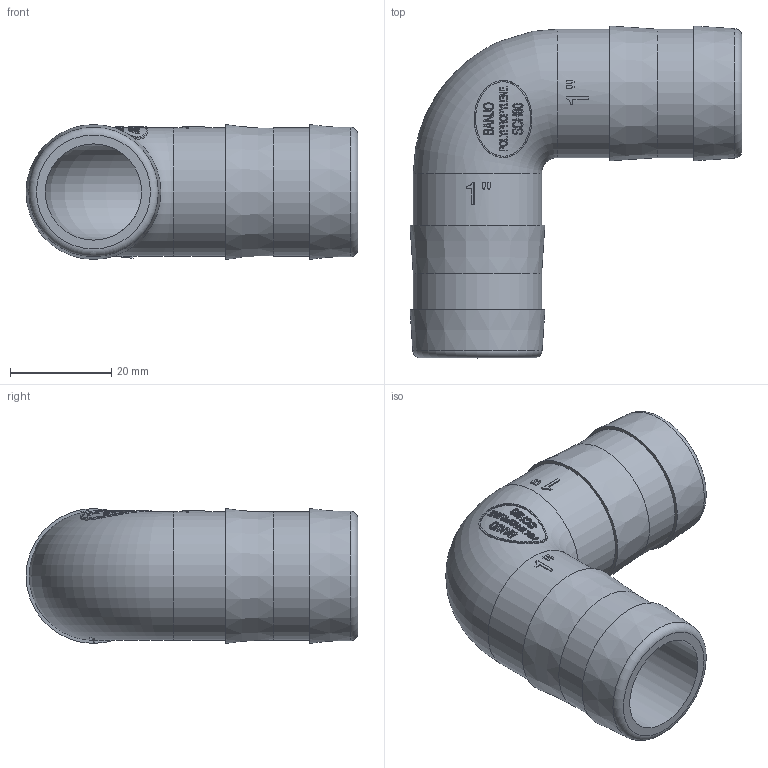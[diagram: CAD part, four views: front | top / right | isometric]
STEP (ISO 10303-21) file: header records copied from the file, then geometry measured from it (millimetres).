
FILE_DESCRIPTION(/* description */ ('1" X 1" HOSE BARB ELBOW'),/* implementation_level */ '2;1');
FILE_NAME(/* name */ 'HBEL100-90.stp',/* time_stamp */ '2020-06-12T13:22:05-04:00',/* author */ ('DLC'),/* organization */ (''),/* preprocessor_version */ 'ST-DEVELOPER v17.2',/* originating_system */ 'Autodesk Inventor 2019',/* authorisation */ '');
FILE_SCHEMA (('AUTOMOTIVE_DESIGN { 1 0 10303 214 3 1 1 }'));
Length unit declared in the file: inch
Products named in the file (2): HBEL100-90; HBEL100-90U
Assembly tree (1 placements, depth 2):
  HBEL100-90
    HBEL100-90U
Bounding box: 65.66 x 65.66 x 26.67 mm (x, y, z)
Volume: 22913.3 mm3; surface area: 14404.3 mm2
Topology: 1 solids, 1 shells, 402 faces, 1074 edges, 723 vertices
Faces by surface type: plane 192, bspline 151, torus 43, cylinder 12, cone 4
Full cylindrical faces by diameter (mm): 19.05 x2, 25.4 x4
Entity records: 17684 total; most frequent: CARTESIAN_POINT 9225, ORIENTED_EDGE 2148, EDGE_CURVE 1074, DIRECTION 985, VERTEX_POINT 723, B_SPLINE_CURVE_WITH_KNOTS 656, EDGE_LOOP 453, FACE_OUTER_BOUND 402
